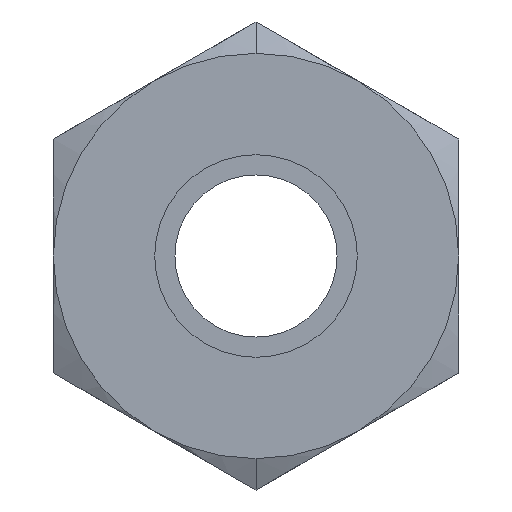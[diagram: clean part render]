
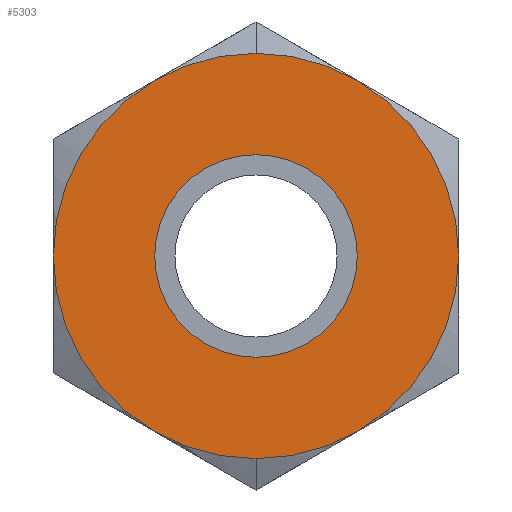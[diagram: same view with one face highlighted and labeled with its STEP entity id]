
A CAD part, left-side view. The second image highlights one B-rep face of the part: STEP entity #5303.
In plain terms, the highlighted planar face has unit normal (-1, 0, 0).
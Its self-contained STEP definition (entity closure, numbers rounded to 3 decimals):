
#94 = CARTESIAN_POINT ( 'NONE',  ( 0., 0., 4. ) ) ;
#454 = EDGE_CURVE ( 'NONE', #2411, #7813, #1476, .T. ) ;
#563 = EDGE_CURVE ( 'NONE', #1716, #5740, #2084, .T. ) ;
#742 = DIRECTION ( 'NONE',  ( 0., 0., 1. ) ) ;
#914 = DIRECTION ( 'NONE',  ( 0., 0., 1. ) ) ;
#915 = ORIENTED_EDGE ( 'NONE', *, *, #3457, .F. ) ;
#956 = DIRECTION ( 'NONE',  ( 1., 0., 0. ) ) ;
#1019 = ORIENTED_EDGE ( 'NONE', *, *, #8606, .T. ) ;
#1052 = CARTESIAN_POINT ( 'NONE',  ( 0., 0., 8. ) ) ;
#1476 = CIRCLE ( 'NONE', #2979, 4. ) ;
#1716 = VERTEX_POINT ( 'NONE', #1052 ) ;
#2084 = CIRCLE ( 'NONE', #5240, 8. ) ;
#2359 = DIRECTION ( 'NONE',  ( 0., 0., 1. ) ) ;
#2411 = VERTEX_POINT ( 'NONE', #7374 ) ;
#2797 = ORIENTED_EDGE ( 'NONE', *, *, #563, .F. ) ;
#2813 = PLANE ( 'NONE',  #6811 ) ;
#2898 = CARTESIAN_POINT ( 'NONE',  ( 0., 0., 0. ) ) ;
#2979 = AXIS2_PLACEMENT_3D ( 'NONE', #3155, #956, #8801 ) ;
#3155 = CARTESIAN_POINT ( 'NONE',  ( 0., 0., 0. ) ) ;
#3314 = EDGE_LOOP ( 'NONE', ( #2797, #915 ) ) ;
#3457 = EDGE_CURVE ( 'NONE', #5740, #1716, #6643, .T. ) ;
#3503 = AXIS2_PLACEMENT_3D ( 'NONE', #2898, #5752, #6316 ) ;
#3722 = CARTESIAN_POINT ( 'NONE',  ( 0., 0., 0. ) ) ;
#3972 = CIRCLE ( 'NONE', #9213, 4. ) ;
#4169 = FACE_OUTER_BOUND ( 'NONE', #3314, .T. ) ;
#5147 = CARTESIAN_POINT ( 'NONE',  ( 0., 0., -8. ) ) ;
#5185 = CARTESIAN_POINT ( 'NONE',  ( 0., 0., 0. ) ) ;
#5240 = AXIS2_PLACEMENT_3D ( 'NONE', #5185, #8130, #914 ) ;
#5303 = ADVANCED_FACE ( 'NONE', ( #7735, #4169 ), #2813, .T. ) ;
#5740 = VERTEX_POINT ( 'NONE', #5147 ) ;
#5752 = DIRECTION ( 'NONE',  ( 1., 0., 0. ) ) ;
#5822 = DIRECTION ( 'NONE',  ( 1., 0., 0. ) ) ;
#6316 = DIRECTION ( 'NONE',  ( 0., 0., -1. ) ) ;
#6369 = DIRECTION ( 'NONE',  ( -1., 0., 0. ) ) ;
#6643 = CIRCLE ( 'NONE', #3503, 8. ) ;
#6811 = AXIS2_PLACEMENT_3D ( 'NONE', #7225, #6369, #742 ) ;
#7225 = CARTESIAN_POINT ( 'NONE',  ( 0., 0., 4. ) ) ;
#7374 = CARTESIAN_POINT ( 'NONE',  ( 0., 0., -4. ) ) ;
#7735 = FACE_BOUND ( 'NONE', #7846, .T. ) ;
#7813 = VERTEX_POINT ( 'NONE', #94 ) ;
#7846 = EDGE_LOOP ( 'NONE', ( #9018, #1019 ) ) ;
#8130 = DIRECTION ( 'NONE',  ( 1., 0., 0. ) ) ;
#8606 = EDGE_CURVE ( 'NONE', #7813, #2411, #3972, .T. ) ;
#8801 = DIRECTION ( 'NONE',  ( 0., 0., -1. ) ) ;
#9018 = ORIENTED_EDGE ( 'NONE', *, *, #454, .T. ) ;
#9213 = AXIS2_PLACEMENT_3D ( 'NONE', #3722, #5822, #2359 ) ;
